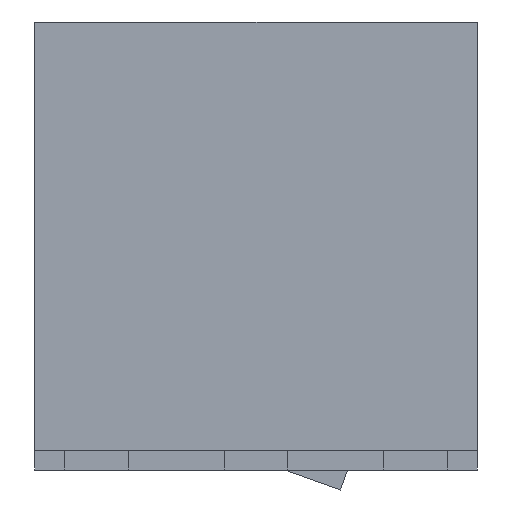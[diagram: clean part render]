
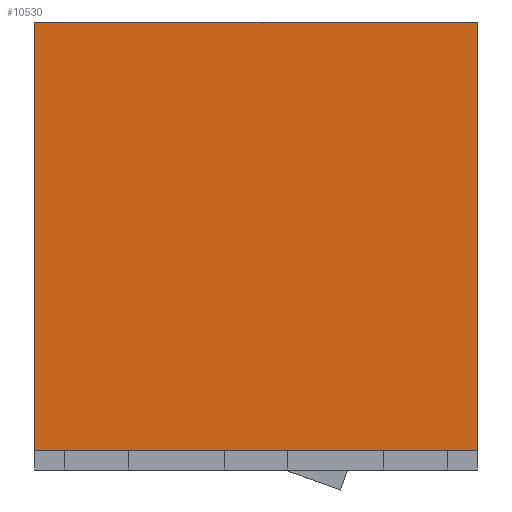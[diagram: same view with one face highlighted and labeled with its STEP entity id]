
A CAD part, left-side view. The second image highlights one B-rep face of the part: STEP entity #10530.
In plain terms, the highlighted planar face has unit normal (-1, 0, 0).
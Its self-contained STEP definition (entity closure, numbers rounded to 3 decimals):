
#725 = FACE_OUTER_BOUND ( 'NONE', #5826, .T. ) ;
#919 = VECTOR ( 'NONE', #7178, 1000. ) ;
#954 = CARTESIAN_POINT ( 'NONE',  ( -221., 22.225, 2. ) ) ;
#1451 = CARTESIAN_POINT ( 'NONE',  ( -221., 22.225, 45. ) ) ;
#1636 = VERTEX_POINT ( 'NONE', #5492 ) ;
#1833 = DIRECTION ( 'NONE',  ( 1., 0., 0. ) ) ;
#2582 = DIRECTION ( 'NONE',  ( 0., -1., 0. ) ) ;
#2761 = VECTOR ( 'NONE', #8013, 1000. ) ;
#2909 = CARTESIAN_POINT ( 'NONE',  ( -221., -22.225, 2. ) ) ;
#3473 = LINE ( 'NONE', #12739, #919 ) ;
#3620 = LINE ( 'NONE', #954, #6204 ) ;
#3722 = ORIENTED_EDGE ( 'NONE', *, *, #10274, .T. ) ;
#3954 = CARTESIAN_POINT ( 'NONE',  ( -221., -22.225, 45. ) ) ;
#3997 = ORIENTED_EDGE ( 'NONE', *, *, #10462, .F. ) ;
#4626 = AXIS2_PLACEMENT_3D ( 'NONE', #8407, #1833, #9522 ) ;
#5350 = VERTEX_POINT ( 'NONE', #3954 ) ;
#5353 = LINE ( 'NONE', #9505, #13883 ) ;
#5492 = CARTESIAN_POINT ( 'NONE',  ( -221., 22.225, 45. ) ) ;
#5664 = LINE ( 'NONE', #1451, #2761 ) ;
#5826 = EDGE_LOOP ( 'NONE', ( #3722, #6982, #3997, #11427 ) ) ;
#6078 = CARTESIAN_POINT ( 'NONE',  ( -221., 22.225, 2. ) ) ;
#6204 = VECTOR ( 'NONE', #2582, 1000. ) ;
#6211 = DIRECTION ( 'NONE',  ( 0., 0., -1. ) ) ;
#6982 = ORIENTED_EDGE ( 'NONE', *, *, #10190, .F. ) ;
#7178 = DIRECTION ( 'NONE',  ( 0., 0., -1. ) ) ;
#8013 = DIRECTION ( 'NONE',  ( 0., -1., 0. ) ) ;
#8407 = CARTESIAN_POINT ( 'NONE',  ( -221., 22.225, 45. ) ) ;
#9505 = CARTESIAN_POINT ( 'NONE',  ( -221., -22.225, 45. ) ) ;
#9522 = DIRECTION ( 'NONE',  ( 0., 0., -1. ) ) ;
#10148 = EDGE_CURVE ( 'NONE', #1636, #11446, #3473, .T. ) ;
#10190 = EDGE_CURVE ( 'NONE', #5350, #12008, #5353, .T. ) ;
#10274 = EDGE_CURVE ( 'NONE', #11446, #12008, #3620, .T. ) ;
#10462 = EDGE_CURVE ( 'NONE', #1636, #5350, #5664, .T. ) ;
#10530 = ADVANCED_FACE ( 'NONE', ( #725 ), #13994, .F. ) ;
#11427 = ORIENTED_EDGE ( 'NONE', *, *, #10148, .T. ) ;
#11446 = VERTEX_POINT ( 'NONE', #6078 ) ;
#12008 = VERTEX_POINT ( 'NONE', #2909 ) ;
#12739 = CARTESIAN_POINT ( 'NONE',  ( -221., 22.225, 45. ) ) ;
#13883 = VECTOR ( 'NONE', #6211, 1000. ) ;
#13994 = PLANE ( 'NONE',  #4626 ) ;
